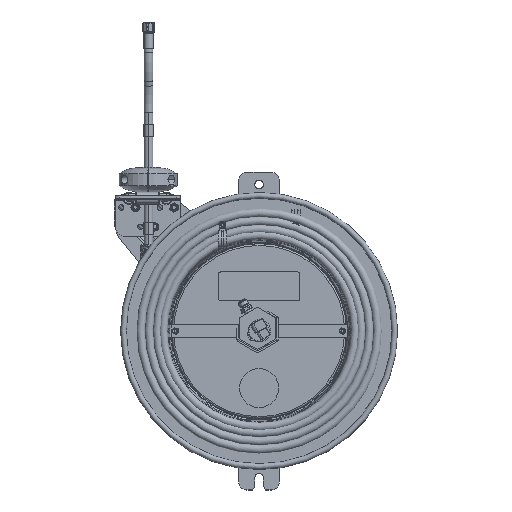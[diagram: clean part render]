
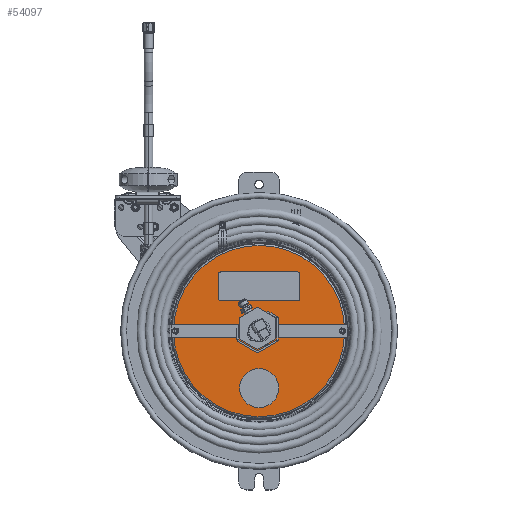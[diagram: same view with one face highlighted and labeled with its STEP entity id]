
A CAD part, top view. The second image highlights one B-rep face of the part: STEP entity #54097.
In plain terms, the highlighted planar face has unit normal (0, 0, 1).
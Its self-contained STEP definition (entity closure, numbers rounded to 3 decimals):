
#3080=FACE_BOUND('',#7139,.T.);
#3081=FACE_BOUND('',#7140,.T.);
#3082=FACE_BOUND('',#7141,.T.);
#3833=PLANE('',#57229);
#5175=FACE_OUTER_BOUND('',#7138,.T.);
#7138=EDGE_LOOP('',(#44343,#44344));
#7139=EDGE_LOOP('',(#44345));
#7140=EDGE_LOOP('',(#44346));
#7141=EDGE_LOOP('',(#44347));
#19632=CIRCLE('',#57224,5.255);
#19633=CIRCLE('',#57225,5.255);
#19637=CIRCLE('',#57230,0.1);
#19638=CIRCLE('',#57231,0.1);
#19639=CIRCLE('',#57232,0.65);
#24404=VERTEX_POINT('',#87895);
#24405=VERTEX_POINT('',#87896);
#24408=VERTEX_POINT('',#87905);
#24409=VERTEX_POINT('',#87907);
#24410=VERTEX_POINT('',#87909);
#33239=EDGE_CURVE('',#24404,#24405,#19632,.T.);
#33240=EDGE_CURVE('',#24405,#24404,#19633,.T.);
#33244=EDGE_CURVE('',#24408,#24408,#19637,.T.);
#33245=EDGE_CURVE('',#24409,#24409,#19638,.T.);
#33246=EDGE_CURVE('',#24410,#24410,#19639,.T.);
#44343=ORIENTED_EDGE('',*,*,#33239,.T.);
#44344=ORIENTED_EDGE('',*,*,#33240,.T.);
#44345=ORIENTED_EDGE('',*,*,#33244,.T.);
#44346=ORIENTED_EDGE('',*,*,#33245,.T.);
#44347=ORIENTED_EDGE('',*,*,#33246,.T.);
#54097=ADVANCED_FACE('',(#5175,#3080,#3081,#3082),#3833,.T.);
#57224=AXIS2_PLACEMENT_3D('',#87897,#65244,#65245);
#57225=AXIS2_PLACEMENT_3D('',#87898,#65246,#65247);
#57229=AXIS2_PLACEMENT_3D('',#87904,#65254,#65255);
#57230=AXIS2_PLACEMENT_3D('',#87906,#65256,#65257);
#57231=AXIS2_PLACEMENT_3D('',#87908,#65258,#65259);
#57232=AXIS2_PLACEMENT_3D('',#87910,#65260,#65261);
#65244=DIRECTION('center_axis',(0.,0.,
1.));
#65245=DIRECTION('ref_axis',(0.,1.,0.));
#65246=DIRECTION('center_axis',(0.,0.,
1.));
#65247=DIRECTION('ref_axis',(0.,1.,0.));
#65254=DIRECTION('center_axis',(0.,0.,
1.));
#65255=DIRECTION('ref_axis',(1.,0.,0.));
#65256=DIRECTION('center_axis',(0.,0.,
-1.));
#65257=DIRECTION('ref_axis',(0.,1.,0.));
#65258=DIRECTION('center_axis',(0.,0.,
-1.));
#65259=DIRECTION('ref_axis',(0.,1.,0.));
#65260=DIRECTION('center_axis',(0.,0.,
-1.));
#65261=DIRECTION('ref_axis',(0.,-1.,0.));
#87895=CARTESIAN_POINT('',(0.,5.255,3.167));
#87896=CARTESIAN_POINT('',(-5.255,0.,3.167));
#87897=CARTESIAN_POINT('Origin',(0.,0.,
3.167));
#87898=CARTESIAN_POINT('Origin',(0.,0.,
3.167));
#87904=CARTESIAN_POINT('Origin',(0.,2.628,
3.167));
#87905=CARTESIAN_POINT('',(5.125,0.1,3.167));
#87906=CARTESIAN_POINT('Origin',(5.125,0.,3.167));
#87907=CARTESIAN_POINT('',(-5.125,0.1,3.167));
#87908=CARTESIAN_POINT('Origin',(-5.125,0.,
3.167));
#87909=CARTESIAN_POINT('',(0.,0.65,3.167));
#87910=CARTESIAN_POINT('Origin',(0.,0.,
3.167));
